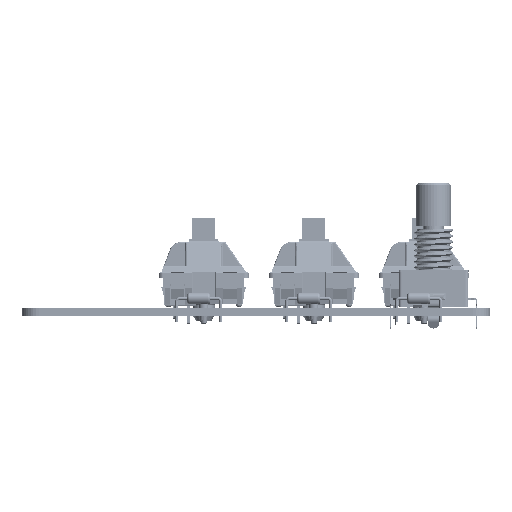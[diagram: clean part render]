
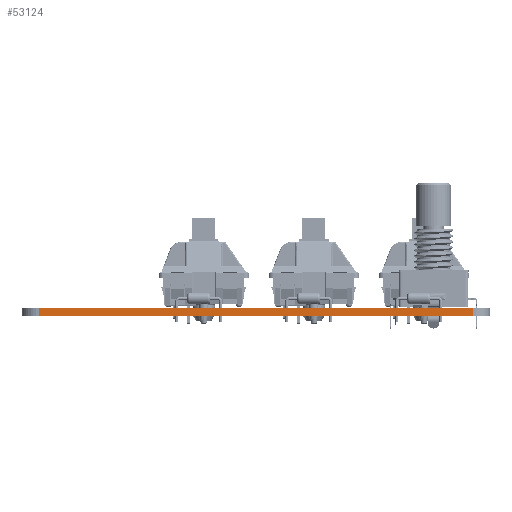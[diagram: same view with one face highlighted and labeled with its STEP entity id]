
A CAD part, left-side view. The second image highlights one B-rep face of the part: STEP entity #53124.
In plain terms, the highlighted planar face has unit normal (-1, 0, 0).
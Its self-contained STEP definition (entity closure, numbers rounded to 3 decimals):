
#50505 = VERTEX_POINT('',#50506);
#50506 = CARTESIAN_POINT('',(-40.5,37.5,0.));
#50513 = EDGE_CURVE('',#50514,#50505,#50516,.T.);
#50514 = VERTEX_POINT('',#50515);
#50515 = CARTESIAN_POINT('',(-40.5,-37.5,0.));
#50516 = LINE('',#50517,#50518);
#50517 = CARTESIAN_POINT('',(-40.5,-37.5,0.));
#50518 = VECTOR('',#50519,1.);
#50519 = DIRECTION('',(0.,1.,0.));
#51801 = VERTEX_POINT('',#51802);
#51802 = CARTESIAN_POINT('',(-40.5,37.5,1.51));
#51809 = EDGE_CURVE('',#51810,#51801,#51812,.T.);
#51810 = VERTEX_POINT('',#51811);
#51811 = CARTESIAN_POINT('',(-40.5,-37.5,1.51));
#51812 = LINE('',#51813,#51814);
#51813 = CARTESIAN_POINT('',(-40.5,-37.5,1.51));
#51814 = VECTOR('',#51815,1.);
#51815 = DIRECTION('',(0.,1.,0.));
#53094 = EDGE_CURVE('',#50505,#51801,#53095,.T.);
#53095 = LINE('',#53096,#53097);
#53096 = CARTESIAN_POINT('',(-40.5,37.5,0.));
#53097 = VECTOR('',#53098,1.);
#53098 = DIRECTION('',(0.,0.,1.));
#53124 = ADVANCED_FACE('',(#53125),#53136,.T.);
#53125 = FACE_BOUND('',#53126,.T.);
#53126 = EDGE_LOOP('',(#53127,#53133,#53134,#53135));
#53127 = ORIENTED_EDGE('',*,*,#53128,.T.);
#53128 = EDGE_CURVE('',#50514,#51810,#53129,.T.);
#53129 = LINE('',#53130,#53131);
#53130 = CARTESIAN_POINT('',(-40.5,-37.5,0.));
#53131 = VECTOR('',#53132,1.);
#53132 = DIRECTION('',(0.,0.,1.));
#53133 = ORIENTED_EDGE('',*,*,#51809,.T.);
#53134 = ORIENTED_EDGE('',*,*,#53094,.F.);
#53135 = ORIENTED_EDGE('',*,*,#50513,.F.);
#53136 = PLANE('',#53137);
#53137 = AXIS2_PLACEMENT_3D('',#53138,#53139,#53140);
#53138 = CARTESIAN_POINT('',(-40.5,-37.5,0.));
#53139 = DIRECTION('',(-1.,0.,0.));
#53140 = DIRECTION('',(0.,1.,0.));
